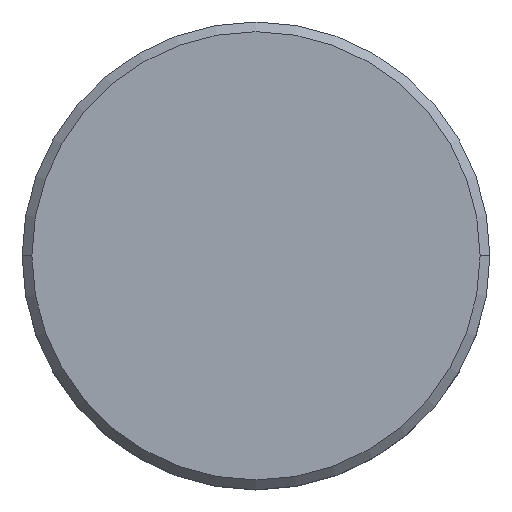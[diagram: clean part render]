
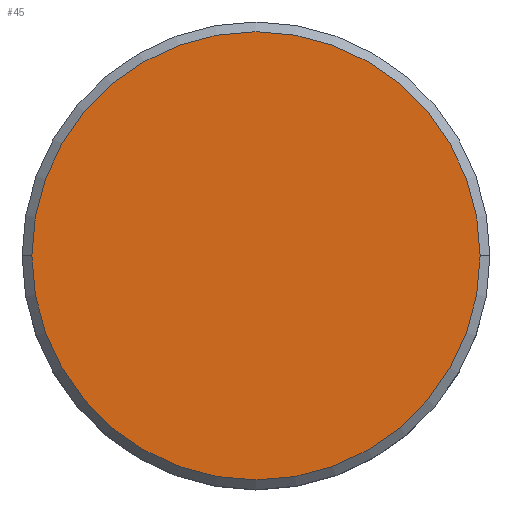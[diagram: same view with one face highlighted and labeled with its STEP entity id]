
A CAD part, top view. The second image highlights one B-rep face of the part: STEP entity #45.
In plain terms, the highlighted planar face has unit normal (0, 0, 1).
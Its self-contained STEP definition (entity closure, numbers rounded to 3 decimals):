
#23 = ORIENTED_EDGE ( 'NONE', *, *, #367, .T. ) ;
#45 = ADVANCED_FACE ( 'NONE', ( #283 ), #238, .T. ) ;
#61 = EDGE_LOOP ( 'NONE', ( #23, #106 ) ) ;
#79 = CARTESIAN_POINT ( 'NONE',  ( 11.5, 0., 0. ) ) ;
#89 = CIRCLE ( 'NONE', #233, 11.5 ) ;
#104 = VERTEX_POINT ( 'NONE', #79 ) ;
#106 = ORIENTED_EDGE ( 'NONE', *, *, #125, .T. ) ;
#108 = DIRECTION ( 'NONE',  ( 1., 0., 0. ) ) ;
#124 = AXIS2_PLACEMENT_3D ( 'NONE', #175, #320, #108 ) ;
#125 = EDGE_CURVE ( 'NONE', #104, #342, #432, .T. ) ;
#141 = CARTESIAN_POINT ( 'NONE',  ( 0., 0., 0. ) ) ;
#175 = CARTESIAN_POINT ( 'NONE',  ( 0., 0., 0. ) ) ;
#233 = AXIS2_PLACEMENT_3D ( 'NONE', #305, #419, #344 ) ;
#238 = PLANE ( 'NONE',  #376 ) ;
#279 = DIRECTION ( 'NONE',  ( 1., 0., 0. ) ) ;
#283 = FACE_OUTER_BOUND ( 'NONE', #61, .T. ) ;
#305 = CARTESIAN_POINT ( 'NONE',  ( 0., 0., 0. ) ) ;
#320 = DIRECTION ( 'NONE',  ( 0., 0., 1. ) ) ;
#342 = VERTEX_POINT ( 'NONE', #412 ) ;
#344 = DIRECTION ( 'NONE',  ( 1., 0., 0. ) ) ;
#354 = DIRECTION ( 'NONE',  ( 0., 0., 1. ) ) ;
#367 = EDGE_CURVE ( 'NONE', #342, #104, #89, .T. ) ;
#376 = AXIS2_PLACEMENT_3D ( 'NONE', #141, #354, #279 ) ;
#412 = CARTESIAN_POINT ( 'NONE',  ( -11.5, 0., 0. ) ) ;
#419 = DIRECTION ( 'NONE',  ( 0., 0., 1. ) ) ;
#432 = CIRCLE ( 'NONE', #124, 11.5 ) ;
